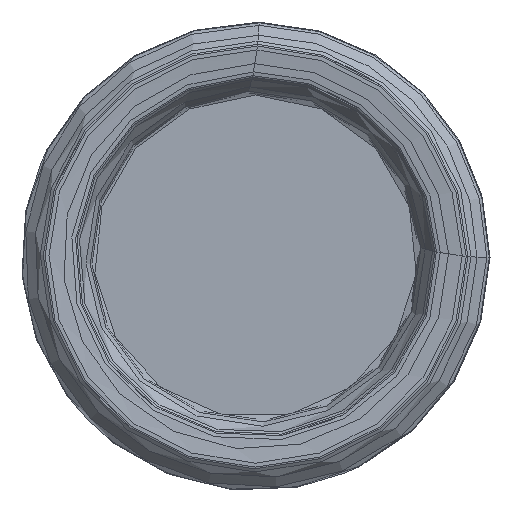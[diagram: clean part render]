
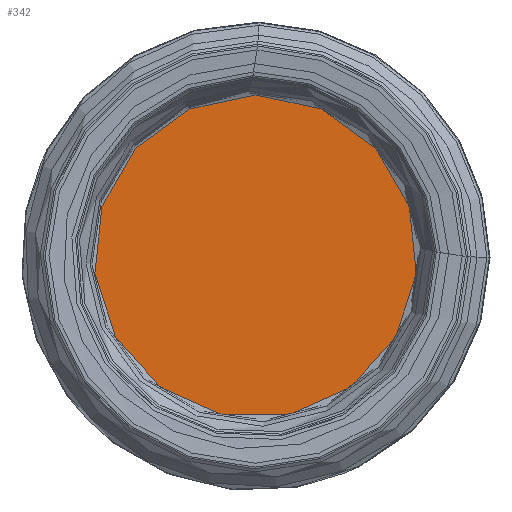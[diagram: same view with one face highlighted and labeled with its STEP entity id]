
A CAD part, left-side view. The second image highlights one B-rep face of the part: STEP entity #342.
In plain terms, the highlighted planar face has unit normal (-1, 0, 0).
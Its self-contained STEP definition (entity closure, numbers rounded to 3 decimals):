
#258=PLANE('',#1488);
#342=ADVANCED_FACE('',(#488),#258,.F.);
#488=FACE_OUTER_BOUND('',#584,.T.);
#584=EDGE_LOOP('',(#1005));
#694=CIRCLE('',#1486,47.577);
#1005=ORIENTED_EDGE('',*,*,#1260,.T.);
#1101=VERTEX_POINT('',#2990);
#1260=EDGE_CURVE('',#1101,#1101,#694,.T.);
#1486=AXIS2_PLACEMENT_3D('',#2989,#1776,#1777);
#1488=AXIS2_PLACEMENT_3D('',#2992,#1780,#1781);
#1776=DIRECTION('',(-1.,0.,0.));
#1777=DIRECTION('',(0.,0.,1.));
#1780=DIRECTION('',(1.,0.,0.));
#1781=DIRECTION('',(0.,0.,-1.));
#2989=CARTESIAN_POINT('',(9.,0.,0.));
#2990=CARTESIAN_POINT('',(9.,0.,47.577));
#2992=CARTESIAN_POINT('',(9.,47.577,0.));
